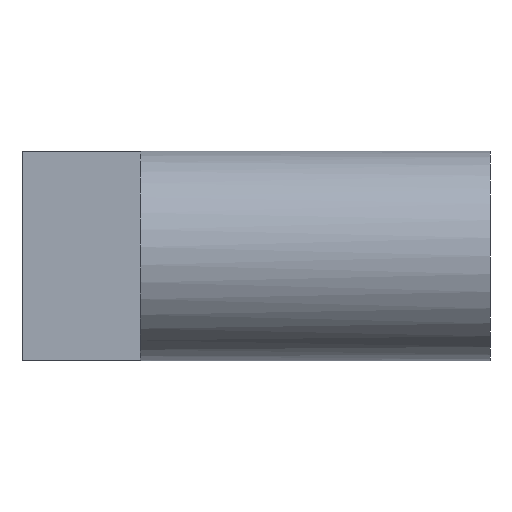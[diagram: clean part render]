
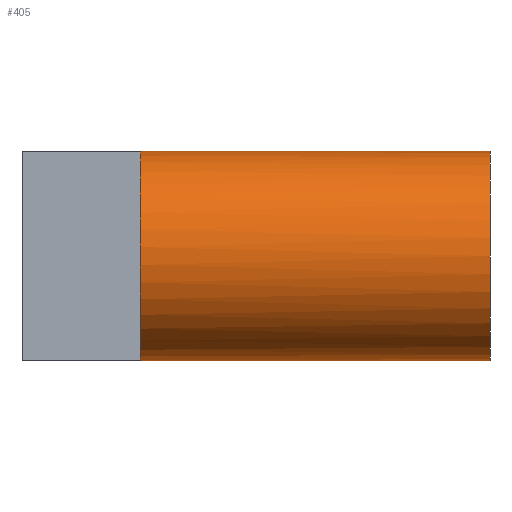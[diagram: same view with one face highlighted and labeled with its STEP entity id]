
A CAD part, front view. The second image highlights one B-rep face of the part: STEP entity #405.
In plain terms, the highlighted cylindrical face has radius 3 mm (diameter 6 mm), a partial arc.
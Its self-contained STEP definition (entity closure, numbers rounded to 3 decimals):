
#9 = AXIS2_PLACEMENT_3D ( 'NONE', #97, #244, #249 ) ;
#10 = ORIENTED_EDGE ( 'NONE', *, *, #294, .T. ) ;
#13 = VERTEX_POINT ( 'NONE', #387 ) ;
#15 = VERTEX_POINT ( 'NONE', #23 ) ;
#16 = CYLINDRICAL_SURFACE ( 'NONE', #9, 3. ) ;
#23 = CARTESIAN_POINT ( 'NONE',  ( 3.49, -0.445, -2.976 ) ) ;
#25 = EDGE_CURVE ( 'NONE', #508, #464, #293, .T. ) ;
#29 = CARTESIAN_POINT ( 'NONE',  ( 3.49, -0.07, 0. ) ) ;
#49 = ORIENTED_EDGE ( 'NONE', *, *, #125, .T. ) ;
#63 = VECTOR ( 'NONE', #358, 1000. ) ;
#82 = CARTESIAN_POINT ( 'NONE',  ( 13.49, -0.07, -3. ) ) ;
#94 = ORIENTED_EDGE ( 'NONE', *, *, #25, .F. ) ;
#96 = ORIENTED_EDGE ( 'NONE', *, *, #287, .T. ) ;
#97 = CARTESIAN_POINT ( 'NONE',  ( 13.49, -0.07, 0. ) ) ;
#122 = LINE ( 'NONE', #147, #63 ) ;
#125 = EDGE_CURVE ( 'NONE', #205, #391, #207, .T. ) ;
#131 = CARTESIAN_POINT ( 'NONE',  ( 3.49, -0.445, 2.976 ) ) ;
#136 = CARTESIAN_POINT ( 'NONE',  ( 3.49, -0.07, 3. ) ) ;
#147 = CARTESIAN_POINT ( 'NONE',  ( 13.49, -0.07, 3. ) ) ;
#162 = DIRECTION ( 'NONE',  ( 1., 0., 0. ) ) ;
#176 = EDGE_LOOP ( 'NONE', ( #332, #94, #10, #49, #219, #96 ) ) ;
#179 = CARTESIAN_POINT ( 'NONE',  ( 13.49, -0.07, 0. ) ) ;
#205 = VERTEX_POINT ( 'NONE', #136 ) ;
#207 = CIRCLE ( 'NONE', #415, 3. ) ;
#212 = LINE ( 'NONE', #82, #417 ) ;
#218 = AXIS2_PLACEMENT_3D ( 'NONE', #446, #439, #399 ) ;
#219 = ORIENTED_EDGE ( 'NONE', *, *, #407, .T. ) ;
#244 = DIRECTION ( 'NONE',  ( -1., 0., 0. ) ) ;
#249 = DIRECTION ( 'NONE',  ( 0., 0., 1. ) ) ;
#270 = DIRECTION ( 'NONE',  ( -1., 0., 0. ) ) ;
#287 = EDGE_CURVE ( 'NONE', #15, #13, #381, .T. ) ;
#290 = DIRECTION ( 'NONE',  ( 0., 0., -1. ) ) ;
#293 = CIRCLE ( 'NONE', #408, 3. ) ;
#294 = EDGE_CURVE ( 'NONE', #508, #205, #122, .T. ) ;
#302 = DIRECTION ( 'NONE',  ( 1., 0., 0. ) ) ;
#304 = DIRECTION ( 'NONE',  ( 0., 0., -1. ) ) ;
#330 = AXIS2_PLACEMENT_3D ( 'NONE', #378, #162, #290 ) ;
#332 = ORIENTED_EDGE ( 'NONE', *, *, #418, .F. ) ;
#342 = DIRECTION ( 'NONE',  ( 1., 0., 0. ) ) ;
#346 = CARTESIAN_POINT ( 'NONE',  ( 13.49, -0.07, -3. ) ) ;
#358 = DIRECTION ( 'NONE',  ( -1., 0., 0. ) ) ;
#367 = CIRCLE ( 'NONE', #330, 3. ) ;
#378 = CARTESIAN_POINT ( 'NONE',  ( 3.49, -0.07, 0. ) ) ;
#381 = CIRCLE ( 'NONE', #218, 3. ) ;
#387 = CARTESIAN_POINT ( 'NONE',  ( 3.49, -0.07, -3. ) ) ;
#391 = VERTEX_POINT ( 'NONE', #131 ) ;
#399 = DIRECTION ( 'NONE',  ( 0., 0., -1. ) ) ;
#405 = ADVANCED_FACE ( 'NONE', ( #452 ), #16, .T. ) ;
#407 = EDGE_CURVE ( 'NONE', #391, #15, #367, .T. ) ;
#408 = AXIS2_PLACEMENT_3D ( 'NONE', #179, #342, #304 ) ;
#415 = AXIS2_PLACEMENT_3D ( 'NONE', #29, #302, #474 ) ;
#417 = VECTOR ( 'NONE', #270, 1000. ) ;
#418 = EDGE_CURVE ( 'NONE', #464, #13, #212, .T. ) ;
#439 = DIRECTION ( 'NONE',  ( 1., 0., 0. ) ) ;
#446 = CARTESIAN_POINT ( 'NONE',  ( 3.49, -0.07, 0. ) ) ;
#452 = FACE_OUTER_BOUND ( 'NONE', #176, .T. ) ;
#464 = VERTEX_POINT ( 'NONE', #346 ) ;
#474 = DIRECTION ( 'NONE',  ( 0., 0., -1. ) ) ;
#508 = VERTEX_POINT ( 'NONE', #517 ) ;
#517 = CARTESIAN_POINT ( 'NONE',  ( 13.49, -0.07, 3. ) ) ;
